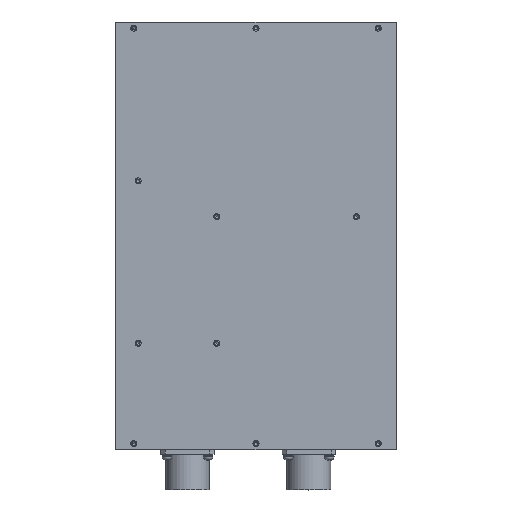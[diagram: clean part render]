
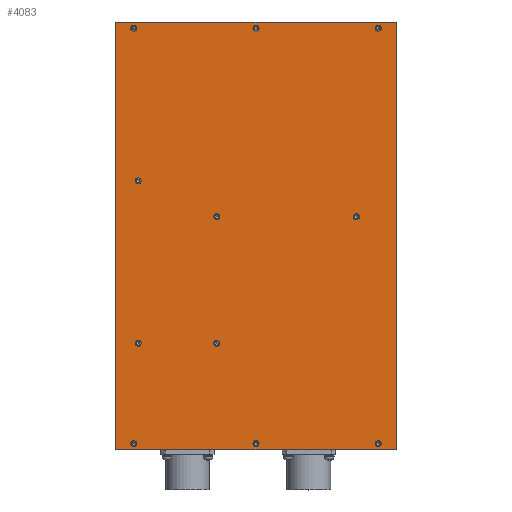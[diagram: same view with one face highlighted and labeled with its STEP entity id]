
A CAD part, top view. The second image highlights one B-rep face of the part: STEP entity #4083.
In plain terms, the highlighted planar face has unit normal (0, 0, 1).
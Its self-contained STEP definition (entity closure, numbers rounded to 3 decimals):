
#267=LINE('',#5453,#412);
#271=LINE('',#5678,#416);
#273=LINE('',#5682,#418);
#276=LINE('',#5687,#421);
#412=VECTOR('',#4645,1000.);
#416=VECTOR('',#4717,1000.);
#418=VECTOR('',#4721,1000.);
#421=VECTOR('',#4726,1000.);
#628=ORIENTED_EDGE('',*,*,#1300,.T.);
#629=ORIENTED_EDGE('',*,*,#1301,.T.);
#630=ORIENTED_EDGE('',*,*,#1302,.T.);
#631=ORIENTED_EDGE('',*,*,#1303,.T.);
#632=ORIENTED_EDGE('',*,*,#1304,.T.);
#633=ORIENTED_EDGE('',*,*,#1305,.T.);
#634=ORIENTED_EDGE('',*,*,#1306,.T.);
#635=ORIENTED_EDGE('',*,*,#1307,.T.);
#636=ORIENTED_EDGE('',*,*,#1308,.T.);
#637=ORIENTED_EDGE('',*,*,#1309,.T.);
#638=ORIENTED_EDGE('',*,*,#1310,.T.);
#639=ORIENTED_EDGE('',*,*,#1294,.F.);
#640=ORIENTED_EDGE('',*,*,#1299,.F.);
#641=ORIENTED_EDGE('',*,*,#1296,.F.);
#642=ORIENTED_EDGE('',*,*,#1241,.F.);
#1241=EDGE_CURVE('',#1579,#1580,#267,.T.);
#1294=EDGE_CURVE('',#1631,#1579,#271,.T.);
#1296=EDGE_CURVE('',#1580,#1633,#273,.T.);
#1299=EDGE_CURVE('',#1633,#1631,#276,.T.);
#1300=EDGE_CURVE('',#1634,#1634,#1881,.T.);
#1301=EDGE_CURVE('',#1635,#1635,#1882,.T.);
#1302=EDGE_CURVE('',#1636,#1636,#1883,.T.);
#1303=EDGE_CURVE('',#1637,#1637,#1884,.T.);
#1304=EDGE_CURVE('',#1638,#1638,#1885,.T.);
#1305=EDGE_CURVE('',#1639,#1639,#1886,.T.);
#1306=EDGE_CURVE('',#1640,#1640,#1887,.T.);
#1307=EDGE_CURVE('',#1641,#1641,#1888,.T.);
#1308=EDGE_CURVE('',#1642,#1642,#1889,.T.);
#1309=EDGE_CURVE('',#1643,#1643,#1890,.T.);
#1310=EDGE_CURVE('',#1644,#1644,#1891,.T.);
#1579=VERTEX_POINT('',#5452);
#1580=VERTEX_POINT('',#5454);
#1631=VERTEX_POINT('',#5677);
#1633=VERTEX_POINT('',#5683);
#1634=VERTEX_POINT('',#5690);
#1635=VERTEX_POINT('',#5692);
#1636=VERTEX_POINT('',#5694);
#1637=VERTEX_POINT('',#5696);
#1638=VERTEX_POINT('',#5698);
#1639=VERTEX_POINT('',#5700);
#1640=VERTEX_POINT('',#5702);
#1641=VERTEX_POINT('',#5704);
#1642=VERTEX_POINT('',#5706);
#1643=VERTEX_POINT('',#5708);
#1644=VERTEX_POINT('',#5710);
#1881=CIRCLE('',#4339,1.753);
#1882=CIRCLE('',#4340,1.753);
#1883=CIRCLE('',#4341,1.753);
#1884=CIRCLE('',#4342,1.753);
#1885=CIRCLE('',#4343,1.753);
#1886=CIRCLE('',#4344,1.753);
#1887=CIRCLE('',#4345,1.753);
#1888=CIRCLE('',#4346,1.753);
#1889=CIRCLE('',#4347,1.753);
#1890=CIRCLE('',#4348,1.753);
#1891=CIRCLE('',#4349,1.753);
#2016=EDGE_LOOP('',(#628));
#2017=EDGE_LOOP('',(#629));
#2018=EDGE_LOOP('',(#630));
#2019=EDGE_LOOP('',(#631));
#2020=EDGE_LOOP('',(#632));
#2021=EDGE_LOOP('',(#633));
#2022=EDGE_LOOP('',(#634));
#2023=EDGE_LOOP('',(#635));
#2024=EDGE_LOOP('',(#636));
#2025=EDGE_LOOP('',(#637));
#2026=EDGE_LOOP('',(#638));
#2027=EDGE_LOOP('',(#639,#640,#641,#642));
#2339=FACE_BOUND('',#2016,.T.);
#2340=FACE_BOUND('',#2017,.T.);
#2341=FACE_BOUND('',#2018,.T.);
#2342=FACE_BOUND('',#2019,.T.);
#2343=FACE_BOUND('',#2020,.T.);
#2344=FACE_BOUND('',#2021,.T.);
#2345=FACE_BOUND('',#2022,.T.);
#2346=FACE_BOUND('',#2023,.T.);
#2347=FACE_BOUND('',#2024,.T.);
#2348=FACE_BOUND('',#2025,.T.);
#2349=FACE_BOUND('',#2026,.T.);
#2350=FACE_BOUND('',#2027,.T.);
#2647=PLANE('',#4338);
#4083=ADVANCED_FACE('',(#2339,#2340,#2341,#2342,#2343,#2344,#2345,#2346,
#2347,#2348,#2349,#2350),#2647,.F.);
#4338=AXIS2_PLACEMENT_3D('',#5688,#4727,#4728);
#4339=AXIS2_PLACEMENT_3D('',#5689,#4729,#4730);
#4340=AXIS2_PLACEMENT_3D('',#5691,#4731,#4732);
#4341=AXIS2_PLACEMENT_3D('',#5693,#4733,#4734);
#4342=AXIS2_PLACEMENT_3D('',#5695,#4735,#4736);
#4343=AXIS2_PLACEMENT_3D('',#5697,#4737,#4738);
#4344=AXIS2_PLACEMENT_3D('',#5699,#4739,#4740);
#4345=AXIS2_PLACEMENT_3D('',#5701,#4741,#4742);
#4346=AXIS2_PLACEMENT_3D('',#5703,#4743,#4744);
#4347=AXIS2_PLACEMENT_3D('',#5705,#4745,#4746);
#4348=AXIS2_PLACEMENT_3D('',#5707,#4747,#4748);
#4349=AXIS2_PLACEMENT_3D('',#5709,#4749,#4750);
#4645=DIRECTION('',(-1.,0.,0.));
#4717=DIRECTION('',(0.,-1.,0.));
#4721=DIRECTION('',(0.,1.,0.));
#4726=DIRECTION('',(1.,0.,0.));
#4727=DIRECTION('',(0.,0.,-1.));
#4728=DIRECTION('',(-1.,0.,0.));
#4729=DIRECTION('',(0.,0.,-1.));
#4730=DIRECTION('',(0.,-1.,0.));
#4731=DIRECTION('',(0.,0.,-1.));
#4732=DIRECTION('',(0.,-1.,0.));
#4733=DIRECTION('',(0.,0.,-1.));
#4734=DIRECTION('',(0.,-1.,0.));
#4735=DIRECTION('',(0.,0.,-1.));
#4736=DIRECTION('',(0.,-1.,0.));
#4737=DIRECTION('',(0.,0.,-1.));
#4738=DIRECTION('',(0.,-1.,0.));
#4739=DIRECTION('',(0.,0.,-1.));
#4740=DIRECTION('',(0.,-1.,0.));
#4741=DIRECTION('',(0.,0.,-1.));
#4742=DIRECTION('',(0.,-1.,0.));
#4743=DIRECTION('',(0.,0.,-1.));
#4744=DIRECTION('',(0.,-1.,0.));
#4745=DIRECTION('',(0.,0.,-1.));
#4746=DIRECTION('',(0.,-1.,0.));
#4747=DIRECTION('',(0.,0.,-1.));
#4748=DIRECTION('',(0.,-1.,0.));
#4749=DIRECTION('',(0.,0.,-1.));
#4750=DIRECTION('',(0.,-1.,0.));
#5452=CARTESIAN_POINT('',(81.534,-124.46,20.32));
#5453=CARTESIAN_POINT('',(81.534,-124.46,20.32));
#5454=CARTESIAN_POINT('',(-81.534,-124.46,20.32));
#5677=CARTESIAN_POINT('',(81.534,124.46,20.32));
#5678=CARTESIAN_POINT('',(81.534,124.46,20.32));
#5682=CARTESIAN_POINT('',(-81.534,-124.46,20.32));
#5683=CARTESIAN_POINT('',(-81.534,124.46,20.32));
#5687=CARTESIAN_POINT('',(-81.534,124.46,20.32));
#5688=CARTESIAN_POINT('',(0.,0.,20.32));
#5689=CARTESIAN_POINT('',(-68.58,32.004,20.32));
#5690=CARTESIAN_POINT('',(-68.58,30.251,20.32));
#5691=CARTESIAN_POINT('',(58.42,11.176,20.32));
#5692=CARTESIAN_POINT('',(58.42,9.423,20.32));
#5693=CARTESIAN_POINT('',(-22.86,11.176,20.32));
#5694=CARTESIAN_POINT('',(-22.86,9.423,20.32));
#5695=CARTESIAN_POINT('',(-22.86,-62.484,20.32));
#5696=CARTESIAN_POINT('',(-22.86,-64.237,20.32));
#5697=CARTESIAN_POINT('',(-68.58,-62.484,20.32));
#5698=CARTESIAN_POINT('',(-68.58,-64.237,20.32));
#5699=CARTESIAN_POINT('',(71.12,120.904,20.32));
#5700=CARTESIAN_POINT('',(71.12,119.151,20.32));
#5701=CARTESIAN_POINT('',(0.,120.904,20.32));
#5702=CARTESIAN_POINT('',(0.,119.151,20.32));
#5703=CARTESIAN_POINT('',(-71.12,120.904,20.32));
#5704=CARTESIAN_POINT('',(-71.12,119.151,20.32));
#5705=CARTESIAN_POINT('',(71.12,-120.904,20.32));
#5706=CARTESIAN_POINT('',(71.12,-122.657,20.32));
#5707=CARTESIAN_POINT('',(0.,-120.904,20.32));
#5708=CARTESIAN_POINT('',(0.,-122.657,20.32));
#5709=CARTESIAN_POINT('',(-71.12,-120.904,20.32));
#5710=CARTESIAN_POINT('',(-71.12,-122.657,20.32));
